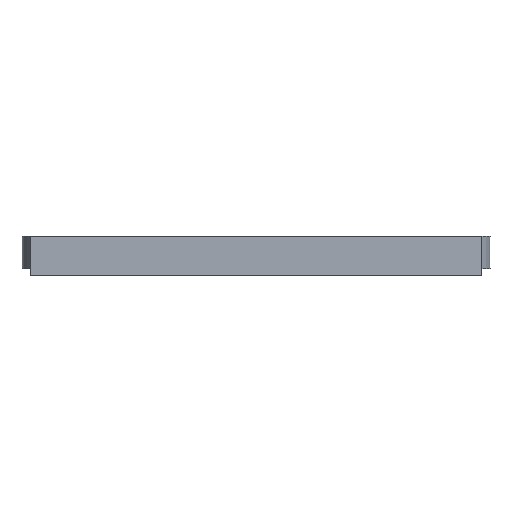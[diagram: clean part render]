
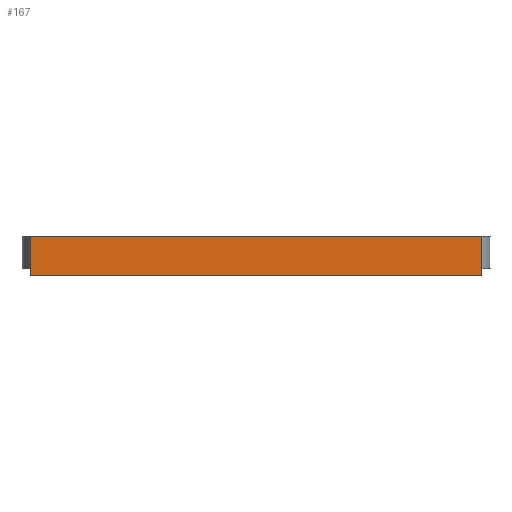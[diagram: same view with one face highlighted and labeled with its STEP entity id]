
A CAD part, front view. The second image highlights one B-rep face of the part: STEP entity #167.
In plain terms, the highlighted planar face has unit normal (0, -1, 0).
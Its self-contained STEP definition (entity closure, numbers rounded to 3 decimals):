
#39 = PLANE ( 'NONE',  #946 ) ;
#105 = LINE ( 'NONE', #381, #814 ) ;
#167 = ADVANCED_FACE ( 'NONE', ( #884 ), #39, .F. ) ;
#182 = VERTEX_POINT ( 'NONE', #742 ) ;
#183 = VECTOR ( 'NONE', #998, 1000. ) ;
#189 = EDGE_LOOP ( 'NONE', ( #475, #574, #763, #1080 ) ) ;
#208 = DIRECTION ( 'NONE',  ( 1., 0., 0. ) ) ;
#223 = EDGE_CURVE ( 'NONE', #521, #866, #901, .T. ) ;
#282 = VECTOR ( 'NONE', #208, 1000. ) ;
#292 = CARTESIAN_POINT ( 'NONE',  ( -21.293, -13.723, 0. ) ) ;
#308 = CARTESIAN_POINT ( 'NONE',  ( 24.977, -13.723, 4. ) ) ;
#381 = CARTESIAN_POINT ( 'NONE',  ( 0., -13.723, 4. ) ) ;
#388 = DIRECTION ( 'NONE',  ( 0., 1., 0. ) ) ;
#419 = VECTOR ( 'NONE', #712, 1000. ) ;
#475 = ORIENTED_EDGE ( 'NONE', *, *, #765, .T. ) ;
#499 = EDGE_CURVE ( 'NONE', #521, #182, #105, .T. ) ;
#521 = VERTEX_POINT ( 'NONE', #989 ) ;
#522 = LINE ( 'NONE', #962, #282 ) ;
#552 = VERTEX_POINT ( 'NONE', #902 ) ;
#574 = ORIENTED_EDGE ( 'NONE', *, *, #933, .F. ) ;
#608 = CARTESIAN_POINT ( 'NONE',  ( -21.293, -13.723, 4. ) ) ;
#712 = DIRECTION ( 'NONE',  ( 0., 0., -1. ) ) ;
#742 = CARTESIAN_POINT ( 'NONE',  ( 24.977, -13.723, 4. ) ) ;
#763 = ORIENTED_EDGE ( 'NONE', *, *, #499, .F. ) ;
#765 = EDGE_CURVE ( 'NONE', #866, #552, #522, .T. ) ;
#814 = VECTOR ( 'NONE', #867, 1000. ) ;
#822 = DIRECTION ( 'NONE',  ( 0., 0., 1. ) ) ;
#866 = VERTEX_POINT ( 'NONE', #292 ) ;
#867 = DIRECTION ( 'NONE',  ( 1., 0., 0. ) ) ;
#884 = FACE_OUTER_BOUND ( 'NONE', #189, .T. ) ;
#901 = LINE ( 'NONE', #608, #419 ) ;
#902 = CARTESIAN_POINT ( 'NONE',  ( 24.977, -13.723, 0. ) ) ;
#933 = EDGE_CURVE ( 'NONE', #182, #552, #1068, .T. ) ;
#946 = AXIS2_PLACEMENT_3D ( 'NONE', #1069, #388, #822 ) ;
#962 = CARTESIAN_POINT ( 'NONE',  ( 0., -13.723, 0. ) ) ;
#989 = CARTESIAN_POINT ( 'NONE',  ( -21.293, -13.723, 4. ) ) ;
#998 = DIRECTION ( 'NONE',  ( 0., 0., -1. ) ) ;
#1068 = LINE ( 'NONE', #308, #183 ) ;
#1069 = CARTESIAN_POINT ( 'NONE',  ( 0., -13.723, 4. ) ) ;
#1080 = ORIENTED_EDGE ( 'NONE', *, *, #223, .T. ) ;
